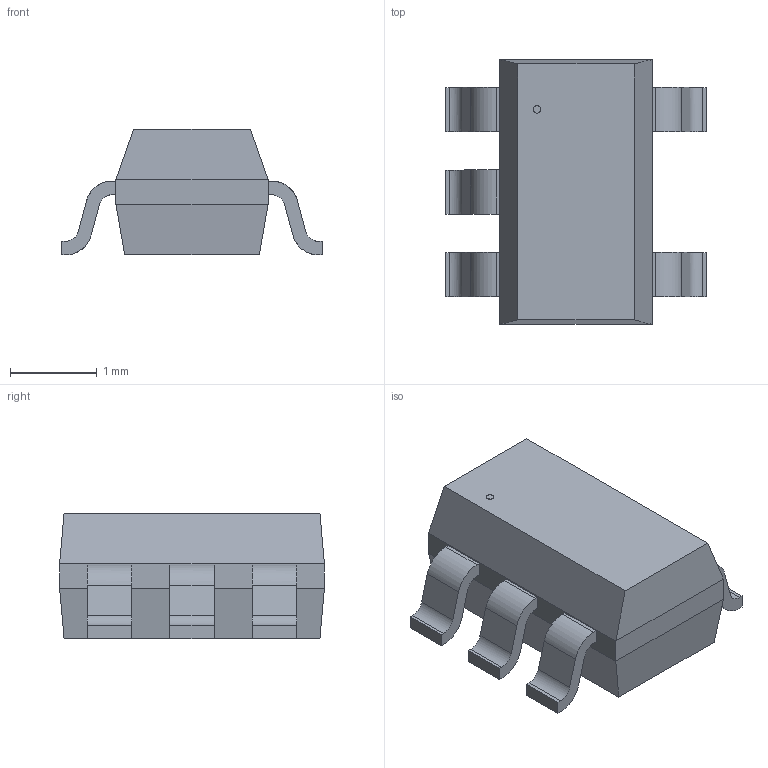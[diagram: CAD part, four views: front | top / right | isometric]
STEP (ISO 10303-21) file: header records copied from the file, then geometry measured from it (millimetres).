
FILE_DESCRIPTION (( 'STEP AP214' ), '1' );
FILE_NAME ('UCC44273DBVR.STEP', '2024-01-17T17:27:17', ( '' ), ( '' ), 'SwSTEP 2.0', 'SolidWorks 2016', '' );
FILE_SCHEMA (( 'AUTOMOTIVE_DESIGN' ));
Length unit declared in the file: millimetre
Products named in the file (1): UCC44273DBVR
Bounding box: 3 x 3.05 x 1.45 mm (x, y, z)
Surface area: 30 mm2 (no closed solid volume)
Topology: 0 solids, 7 shells, 86 faces, 214 edges, 140 vertices
Faces by surface type: plane 64, cylinder 22
Entity records: 2715 total; most frequent: CARTESIAN_POINT 804, ORIENTED_EDGE 424, DIRECTION 286, EDGE_CURVE 214, VERTEX_POINT 140, B_SPLINE_CURVE_WITH_KNOTS 111, AXIS2_PLACEMENT_3D 96, VECTOR 94
